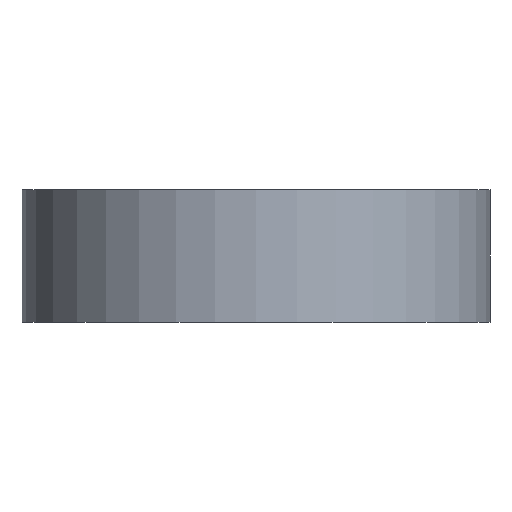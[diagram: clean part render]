
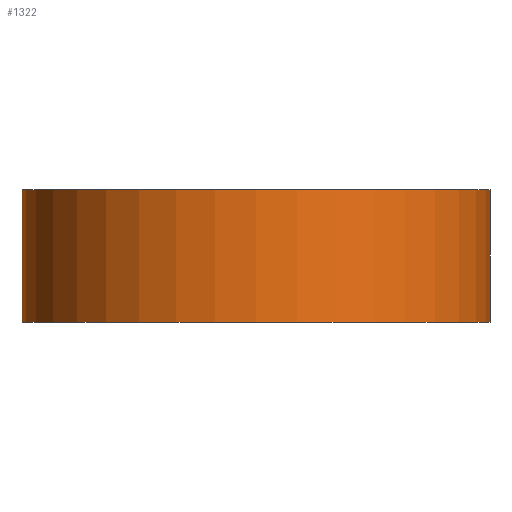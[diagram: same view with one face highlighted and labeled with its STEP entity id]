
A CAD part, front view. The second image highlights one B-rep face of the part: STEP entity #1322.
In plain terms, the highlighted cylindrical face has radius 23 mm (diameter 46 mm), a full revolution.
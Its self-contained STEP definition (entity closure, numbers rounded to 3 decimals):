
#131=FACE_OUTER_BOUND('',#206,.T.);
#206=EDGE_LOOP('',(#1208,#1209,#1210,#1211));
#242=CIRCLE('',#1407,23.);
#247=CIRCLE('',#1417,23.);
#416=LINE('',#4062,#473);
#473=VECTOR('',#1635,23.);
#600=VERTEX_POINT('',#4044);
#605=VERTEX_POINT('',#4061);
#801=EDGE_CURVE('',#600,#600,#242,.T.);
#808=EDGE_CURVE('',#600,#605,#416,.T.);
#809=EDGE_CURVE('',#605,#605,#247,.T.);
#1208=ORIENTED_EDGE('',*,*,#801,.F.);
#1209=ORIENTED_EDGE('',*,*,#808,.T.);
#1210=ORIENTED_EDGE('',*,*,#809,.T.);
#1211=ORIENTED_EDGE('',*,*,#808,.F.);
#1251=CYLINDRICAL_SURFACE('',#1416,23.);
#1322=ADVANCED_FACE('',(#131),#1251,.T.);
#1407=AXIS2_PLACEMENT_3D('',#4045,#1613,#1614);
#1416=AXIS2_PLACEMENT_3D('',#4060,#1633,#1634);
#1417=AXIS2_PLACEMENT_3D('',#4063,#1636,#1637);
#1613=DIRECTION('center_axis',(0.,0.,1.));
#1614=DIRECTION('ref_axis',(1.,0.,0.));
#1633=DIRECTION('center_axis',(0.,0.,1.));
#1634=DIRECTION('ref_axis',(1.,0.,0.));
#1635=DIRECTION('',(0.,0.,-1.));
#1636=DIRECTION('center_axis',(0.,0.,1.));
#1637=DIRECTION('ref_axis',(1.,0.,0.));
#4044=CARTESIAN_POINT('',(-23.,0.,13.));
#4045=CARTESIAN_POINT('Origin',(0.,0.,13.));
#4060=CARTESIAN_POINT('Origin',(0.,0.,0.));
#4061=CARTESIAN_POINT('',(-23.,0.,0.));
#4062=CARTESIAN_POINT('',(-23.,0.,0.));
#4063=CARTESIAN_POINT('Origin',(0.,0.,0.));
